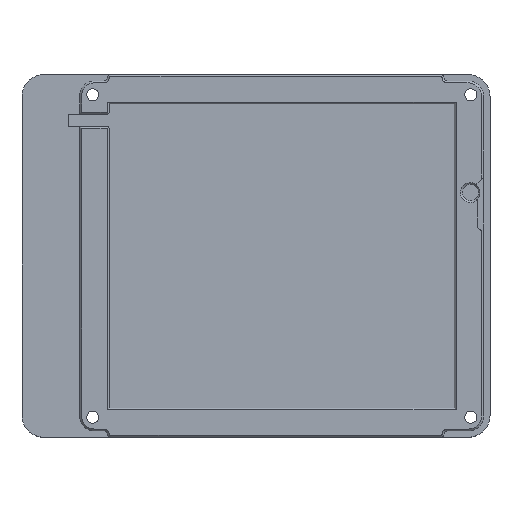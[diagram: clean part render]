
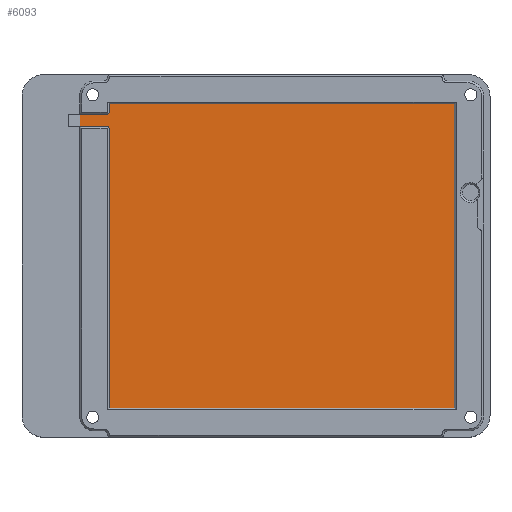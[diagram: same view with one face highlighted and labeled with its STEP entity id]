
A CAD part, top view. The second image highlights one B-rep face of the part: STEP entity #6093.
In plain terms, the highlighted planar face has unit normal (0, 0, 1).
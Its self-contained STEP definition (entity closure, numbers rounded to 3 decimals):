
#556=PLANE('',#6397);
#617=CIRCLE('',#6207,0.5);
#618=CIRCLE('',#6215,0.5);
#752=LINE('',#8181,#1327);
#755=LINE('',#8187,#1330);
#758=LINE('',#8192,#1333);
#760=LINE('',#8195,#1335);
#761=LINE('',#8197,#1336);
#1214=LINE('',#11001,#1789);
#1215=LINE('',#11002,#1790);
#1216=LINE('',#11003,#1791);
#1327=VECTOR('',#6731,10.);
#1330=VECTOR('',#6736,10.);
#1333=VECTOR('',#6741,10.);
#1335=VECTOR('',#6745,10.);
#1336=VECTOR('',#6748,10.);
#1789=VECTOR('',#7555,10.);
#1790=VECTOR('',#7556,10.);
#1791=VECTOR('',#7557,10.);
#2144=FACE_OUTER_BOUND('',#2504,.T.);
#2504=EDGE_LOOP('',(#5693,#5694,#5695,#5696,#5697,#5698,#5699,#5700,#5701,
#5702));
#2650=VERTEX_POINT('',#8146);
#2651=VERTEX_POINT('',#8148);
#2657=VERTEX_POINT('',#8172);
#2658=VERTEX_POINT('',#8174);
#2659=VERTEX_POINT('',#8178);
#2660=VERTEX_POINT('',#8180);
#2661=VERTEX_POINT('',#8184);
#2662=VERTEX_POINT('',#8186);
#2663=VERTEX_POINT('',#8190);
#3109=VERTEX_POINT('',#11000);
#3267=EDGE_CURVE('',#2650,#2651,#617,.T.);
#3280=EDGE_CURVE('',#2657,#2658,#618,.T.);
#3283=EDGE_CURVE('',#2659,#2660,#752,.F.);
#3286=EDGE_CURVE('',#2661,#2662,#755,.T.);
#3289=EDGE_CURVE('',#2663,#2661,#758,.T.);
#3291=EDGE_CURVE('',#2660,#2657,#760,.T.);
#3292=EDGE_CURVE('',#2651,#2659,#761,.T.);
#3985=EDGE_CURVE('',#2662,#3109,#1214,.T.);
#3986=EDGE_CURVE('',#2658,#2663,#1215,.T.);
#3987=EDGE_CURVE('',#3109,#2650,#1216,.T.);
#5693=ORIENTED_EDGE('',*,*,#3985,.F.);
#5694=ORIENTED_EDGE('',*,*,#3286,.F.);
#5695=ORIENTED_EDGE('',*,*,#3289,.F.);
#5696=ORIENTED_EDGE('',*,*,#3986,.F.);
#5697=ORIENTED_EDGE('',*,*,#3280,.F.);
#5698=ORIENTED_EDGE('',*,*,#3291,.F.);
#5699=ORIENTED_EDGE('',*,*,#3283,.F.);
#5700=ORIENTED_EDGE('',*,*,#3292,.F.);
#5701=ORIENTED_EDGE('',*,*,#3267,.F.);
#5702=ORIENTED_EDGE('',*,*,#3987,.F.);
#6093=ADVANCED_FACE('',(#2144),#556,.F.);
#6207=AXIS2_PLACEMENT_3D('',#8149,#6698,#6699);
#6215=AXIS2_PLACEMENT_3D('',#8175,#6725,#6726);
#6397=AXIS2_PLACEMENT_3D('',#10999,#7553,#7554);
#6698=DIRECTION('center_axis',(0.,0.,
1.));
#6699=DIRECTION('ref_axis',(1.,0.,0.));
#6725=DIRECTION('center_axis',(0.,0.,
1.));
#6726=DIRECTION('ref_axis',(0.,-1.,0.));
#6731=DIRECTION('',(0.,-1.,0.));
#6736=DIRECTION('',(0.,-1.,0.));
#6741=DIRECTION('',(1.,0.,0.));
#6745=DIRECTION('',(1.,0.,0.));
#6748=DIRECTION('',(-1.,0.,0.));
#7553=DIRECTION('center_axis',(0.,0.,
-1.));
#7554=DIRECTION('ref_axis',(-1.,0.,0.));
#7555=DIRECTION('',(-1.,0.,0.));
#7556=DIRECTION('',(0.,1.,0.));
#7557=DIRECTION('',(0.,1.,0.));
#8146=CARTESIAN_POINT('',(7.747,82.453,-6.401));
#8148=CARTESIAN_POINT('',(7.247,82.953,-6.401));
#8149=CARTESIAN_POINT('Origin',(7.247,82.453,-6.401));
#8172=CARTESIAN_POINT('',(7.247,86.353,-6.401));
#8174=CARTESIAN_POINT('',(7.747,86.853,-6.401));
#8175=CARTESIAN_POINT('Origin',(7.247,86.853,-6.401));
#8178=CARTESIAN_POINT('',(-0.253,82.953,-6.401));
#8180=CARTESIAN_POINT('',(-0.253,86.353,-6.401));
#8181=CARTESIAN_POINT('',(-0.253,65.298,-6.401));
#8184=CARTESIAN_POINT('',(101.997,89.143,-6.401));
#8186=CARTESIAN_POINT('',(101.997,6.143,-6.401));
#8187=CARTESIAN_POINT('',(101.997,6.143,-6.401));
#8190=CARTESIAN_POINT('',(7.747,89.143,-6.401));
#8192=CARTESIAN_POINT('',(101.997,89.143,-6.401));
#8195=CARTESIAN_POINT('',(7.247,86.353,-6.401));
#8197=CARTESIAN_POINT('',(0.247,82.953,-6.401));
#10999=CARTESIAN_POINT('Origin',(54.872,47.643,-6.401));
#11000=CARTESIAN_POINT('',(7.747,6.143,-6.401));
#11001=CARTESIAN_POINT('',(7.747,6.143,-6.401));
#11002=CARTESIAN_POINT('',(7.747,9.043,-6.401));
#11003=CARTESIAN_POINT('',(7.747,9.043,-6.401));
